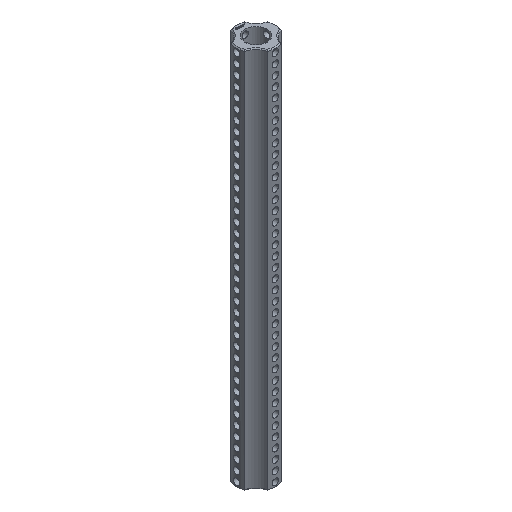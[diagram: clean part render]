
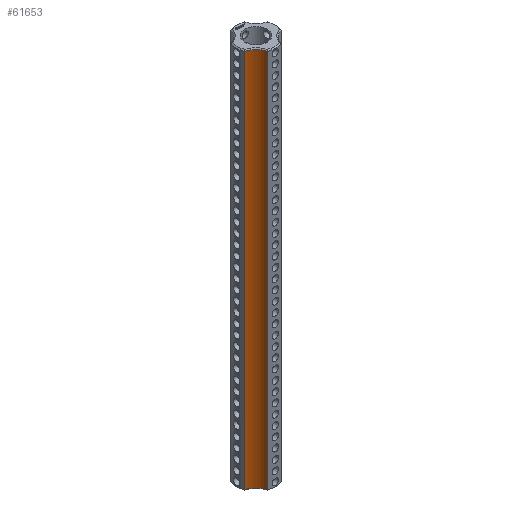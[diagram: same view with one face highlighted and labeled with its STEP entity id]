
A CAD part, isometric view. The second image highlights one B-rep face of the part: STEP entity #61653.
In plain terms, the highlighted cylindrical face has radius 5 mm (diameter 10 mm), a partial arc.
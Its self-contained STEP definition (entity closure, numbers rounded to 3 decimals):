
#8418 = CYLINDRICAL_SURFACE('',#8419,6.25);
#8419 = AXIS2_PLACEMENT_3D('',#8420,#8421,#8422);
#8420 = CARTESIAN_POINT('',(0.,0.,0.));
#8421 = DIRECTION('',(-0.,-0.,-1.));
#8422 = DIRECTION('',(1.,0.,0.));
#18333 = EDGE_CURVE('',#18334,#18336,#18338,.T.);
#18334 = VERTEX_POINT('',#18335);
#18335 = CARTESIAN_POINT('',(-2.225,-5.841,0.3));
#18336 = VERTEX_POINT('',#18337);
#18337 = CARTESIAN_POINT('',(-2.225,-5.841,121.575));
#18338 = SURFACE_CURVE('',#18339,(#18343,#18350),.PCURVE_S1.);
#18339 = LINE('',#18340,#18341);
#18340 = CARTESIAN_POINT('',(-2.225,-5.841,0.));
#18341 = VECTOR('',#18342,1.);
#18342 = DIRECTION('',(0.,0.,1.));
#18343 = PCURVE('',#8418,#18344);
#18344 = DEFINITIONAL_REPRESENTATION('',(#18345),#18349);
#18345 = LINE('',#18346,#18347);
#18346 = CARTESIAN_POINT('',(-4.348,0.));
#18347 = VECTOR('',#18348,1.);
#18348 = DIRECTION('',(-0.,-1.));
#18349 = ( GEOMETRIC_REPRESENTATION_CONTEXT(2) 
PARAMETRIC_REPRESENTATION_CONTEXT() REPRESENTATION_CONTEXT('2D SPACE',''
  ) );
#18350 = PCURVE('',#18351,#18356);
#18351 = CYLINDRICAL_SURFACE('',#18352,5.);
#18352 = AXIS2_PLACEMENT_3D('',#18353,#18354,#18355);
#18353 = CARTESIAN_POINT('',(-7.071,-7.071,0.));
#18354 = DIRECTION('',(-0.,-0.,-1.));
#18355 = DIRECTION('',(1.,0.,0.));
#18356 = DEFINITIONAL_REPRESENTATION('',(#18357),#18361);
#18357 = LINE('',#18358,#18359);
#18358 = CARTESIAN_POINT('',(-0.249,0.));
#18359 = VECTOR('',#18360,1.);
#18360 = DIRECTION('',(-0.,-1.));
#18361 = ( GEOMETRIC_REPRESENTATION_CONTEXT(2) 
PARAMETRIC_REPRESENTATION_CONTEXT() REPRESENTATION_CONTEXT('2D SPACE',''
  ) );
#25061 = CONICAL_SURFACE('',#25062,5.,0.785);
#25062 = AXIS2_PLACEMENT_3D('',#25063,#25064,#25065);
#25063 = CARTESIAN_POINT('',(-7.071,-7.071,0.3));
#25064 = DIRECTION('',(-0.,-0.,-1.));
#25065 = DIRECTION('',(0.969,0.246,0.));
#25263 = CONICAL_SURFACE('',#25264,5.,0.785);
#25264 = AXIS2_PLACEMENT_3D('',#25265,#25266,#25267);
#25265 = CARTESIAN_POINT('',(-7.071,-7.071,121.575));
#25266 = DIRECTION('',(0.,0.,1.));
#25267 = DIRECTION('',(0.969,0.246,0.));
#61653 = ADVANCED_FACE('',(#61654),#18351,.F.);
#61654 = FACE_BOUND('',#61655,.T.);
#61655 = EDGE_LOOP('',(#61656,#61657,#61681,#61709));
#61656 = ORIENTED_EDGE('',*,*,#18333,.T.);
#61657 = ORIENTED_EDGE('',*,*,#61658,.T.);
#61658 = EDGE_CURVE('',#18336,#61659,#61661,.T.);
#61659 = VERTEX_POINT('',#61660);
#61660 = CARTESIAN_POINT('',(-5.841,-2.225,121.575));
#61661 = SURFACE_CURVE('',#61662,(#61667,#61674),.PCURVE_S1.);
#61662 = CIRCLE('',#61663,5.);
#61663 = AXIS2_PLACEMENT_3D('',#61664,#61665,#61666);
#61664 = CARTESIAN_POINT('',(-7.071,-7.071,121.575));
#61665 = DIRECTION('',(0.,-0.,1.));
#61666 = DIRECTION('',(0.969,0.246,0.));
#61667 = PCURVE('',#18351,#61668);
#61668 = DEFINITIONAL_REPRESENTATION('',(#61669),#61673);
#61669 = LINE('',#61670,#61671);
#61670 = CARTESIAN_POINT('',(-0.249,-121.575));
#61671 = VECTOR('',#61672,1.);
#61672 = DIRECTION('',(-1.,0.));
#61673 = ( GEOMETRIC_REPRESENTATION_CONTEXT(2) 
PARAMETRIC_REPRESENTATION_CONTEXT() REPRESENTATION_CONTEXT('2D SPACE',''
  ) );
#61674 = PCURVE('',#25263,#61675);
#61675 = DEFINITIONAL_REPRESENTATION('',(#61676),#61680);
#61676 = LINE('',#61677,#61678);
#61677 = CARTESIAN_POINT('',(0.,0.));
#61678 = VECTOR('',#61679,1.);
#61679 = DIRECTION('',(1.,0.));
#61680 = ( GEOMETRIC_REPRESENTATION_CONTEXT(2) 
PARAMETRIC_REPRESENTATION_CONTEXT() REPRESENTATION_CONTEXT('2D SPACE',''
  ) );
#61681 = ORIENTED_EDGE('',*,*,#61682,.F.);
#61682 = EDGE_CURVE('',#61683,#61659,#61685,.T.);
#61683 = VERTEX_POINT('',#61684);
#61684 = CARTESIAN_POINT('',(-5.841,-2.225,0.3));
#61685 = SURFACE_CURVE('',#61686,(#61690,#61697),.PCURVE_S1.);
#61686 = LINE('',#61687,#61688);
#61687 = CARTESIAN_POINT('',(-5.841,-2.225,0.));
#61688 = VECTOR('',#61689,1.);
#61689 = DIRECTION('',(0.,0.,1.));
#61690 = PCURVE('',#18351,#61691);
#61691 = DEFINITIONAL_REPRESENTATION('',(#61692),#61696);
#61692 = LINE('',#61693,#61694);
#61693 = CARTESIAN_POINT('',(-1.322,0.));
#61694 = VECTOR('',#61695,1.);
#61695 = DIRECTION('',(-0.,-1.));
#61696 = ( GEOMETRIC_REPRESENTATION_CONTEXT(2) 
PARAMETRIC_REPRESENTATION_CONTEXT() REPRESENTATION_CONTEXT('2D SPACE',''
  ) );
#61697 = PCURVE('',#61698,#61703);
#61698 = CYLINDRICAL_SURFACE('',#61699,6.25);
#61699 = AXIS2_PLACEMENT_3D('',#61700,#61701,#61702);
#61700 = CARTESIAN_POINT('',(0.,0.,0.));
#61701 = DIRECTION('',(-0.,-0.,-1.));
#61702 = DIRECTION('',(1.,0.,0.));
#61703 = DEFINITIONAL_REPRESENTATION('',(#61704),#61708);
#61704 = LINE('',#61705,#61706);
#61705 = CARTESIAN_POINT('',(-3.506,0.));
#61706 = VECTOR('',#61707,1.);
#61707 = DIRECTION('',(-0.,-1.));
#61708 = ( GEOMETRIC_REPRESENTATION_CONTEXT(2) 
PARAMETRIC_REPRESENTATION_CONTEXT() REPRESENTATION_CONTEXT('2D SPACE',''
  ) );
#61709 = ORIENTED_EDGE('',*,*,#61710,.F.);
#61710 = EDGE_CURVE('',#18334,#61683,#61711,.T.);
#61711 = SURFACE_CURVE('',#61712,(#61717,#61724),.PCURVE_S1.);
#61712 = CIRCLE('',#61713,5.);
#61713 = AXIS2_PLACEMENT_3D('',#61714,#61715,#61716);
#61714 = CARTESIAN_POINT('',(-7.071,-7.071,0.3));
#61715 = DIRECTION('',(0.,-0.,1.));
#61716 = DIRECTION('',(0.969,0.246,0.));
#61717 = PCURVE('',#18351,#61718);
#61718 = DEFINITIONAL_REPRESENTATION('',(#61719),#61723);
#61719 = LINE('',#61720,#61721);
#61720 = CARTESIAN_POINT('',(-0.249,-0.3));
#61721 = VECTOR('',#61722,1.);
#61722 = DIRECTION('',(-1.,0.));
#61723 = ( GEOMETRIC_REPRESENTATION_CONTEXT(2) 
PARAMETRIC_REPRESENTATION_CONTEXT() REPRESENTATION_CONTEXT('2D SPACE',''
  ) );
#61724 = PCURVE('',#25061,#61725);
#61725 = DEFINITIONAL_REPRESENTATION('',(#61726),#61730);
#61726 = LINE('',#61727,#61728);
#61727 = CARTESIAN_POINT('',(-0.,0.));
#61728 = VECTOR('',#61729,1.);
#61729 = DIRECTION('',(-1.,0.));
#61730 = ( GEOMETRIC_REPRESENTATION_CONTEXT(2) 
PARAMETRIC_REPRESENTATION_CONTEXT() REPRESENTATION_CONTEXT('2D SPACE',''
  ) );
